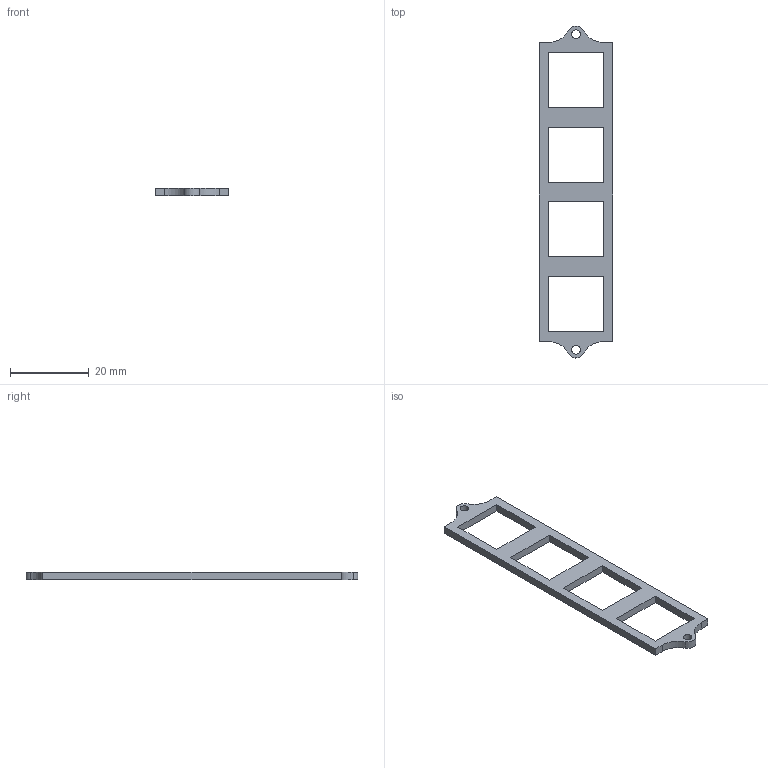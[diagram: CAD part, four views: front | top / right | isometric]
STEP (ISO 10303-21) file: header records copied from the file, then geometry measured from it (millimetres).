
FILE_DESCRIPTION(/* description */ (''),/* implementation_level */ '2;1');
FILE_NAME(/* name */ '4x.step',/* time_stamp */ '2023-06-24T19:56:11+08:00',/* author */ (''),/* organization */ (''),/* preprocessor_version */ 'ST-DEVELOPER v19.2',/* originating_system */ 'Autodesk Translation Framework v12.6.0.85',/* authorisation */ '');
FILE_SCHEMA (('AUTOMOTIVE_DESIGN { 1 0 10303 214 3 1 1 }'));
Length unit declared in the file: millimetre
Products named in the file (1): 142
Bounding box: 18.8 x 84.39 x 2 mm (x, y, z)
Volume: 1368.5 mm3; surface area: 2235.9 mm2
Topology: 1 solids, 1 shells, 32 faces, 90 edges, 60 vertices
Faces by surface type: plane 24, cylinder 8
Full cylindrical faces by diameter (mm): 2.2 x2
Entity records: 1094 total; most frequent: CARTESIAN_POINT 183, ORIENTED_EDGE 180, DIRECTION 172, EDGE_CURVE 90, LINE 74, VECTOR 74, VERTEX_POINT 60, AXIS2_PLACEMENT_3D 49
